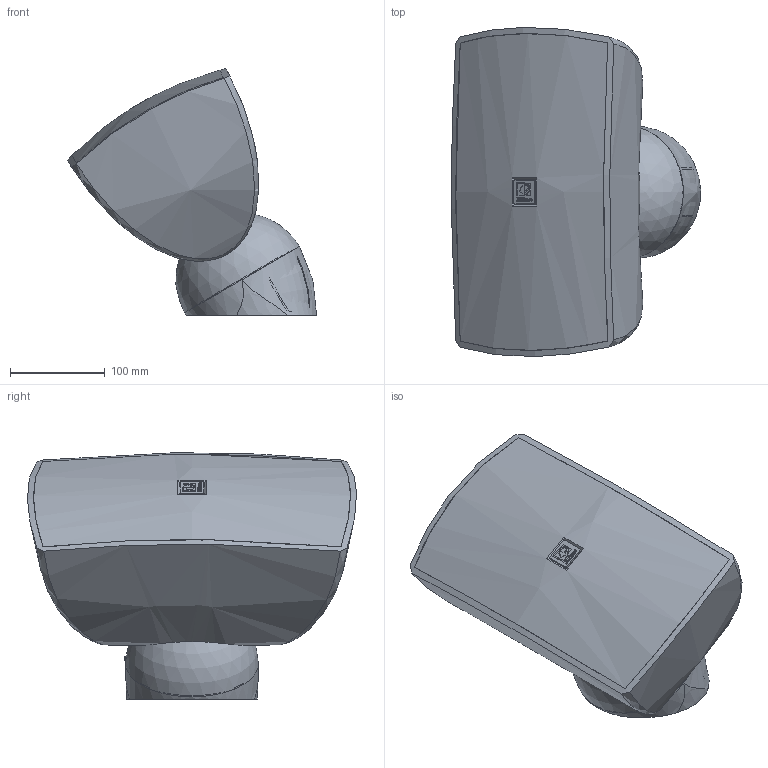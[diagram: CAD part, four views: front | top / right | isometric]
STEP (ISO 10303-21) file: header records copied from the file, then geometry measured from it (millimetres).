
FILE_DESCRIPTION(/* description */ (''),/* implementation_level */ '2;1');
FILE_NAME(/* name */ 'AUDAC-ATEO6-WMA60.stp',/* time_stamp */ '2021-03-23T11:40:17+01:00',/* author */ ('kamiel'),/* organization */ (''),/* preprocessor_version */ 'ST-DEVELOPER v18.1',/* originating_system */ 'Autodesk Inventor 2021',/* authorisation */ '');
FILE_SCHEMA (('AUTOMOTIVE_DESIGN { 1 0 10303 214 3 1 1 }'));
Length unit declared in the file: millimetre
Products named in the file (3): AUDAC-ATEO6-WMA60; AUDAC-ATEO6; WMA60_rev_20190417
Assembly tree (2 placements, depth 2):
  AUDAC-ATEO6-WMA60
    AUDAC-ATEO6
    WMA60_rev_20190417
Bounding box: 263.05 x 347.37 x 260.25 mm (x, y, z)
Volume: 8637408.6 mm3; surface area: 369448 mm2
Topology: 2 solids, 3 shells, 718 faces, 1894 edges, 1255 vertices
Faces by surface type: plane 417, bspline 153, cylinder 98, cone 35, torus 11, sphere 4
Full cylindrical faces by diameter (mm): 3.2 x2, 3.621 x1, 4 x1, 4.3 x16, 5.2 x4, 10 x1, 138 x1
Entity records: 30346 total; most frequent: CARTESIAN_POINT 12868, ORIENTED_EDGE 3786, DIRECTION 3100, EDGE_CURVE 1893, VERTEX_POINT 1255, LINE 1086, VECTOR 1086, AXIS2_PLACEMENT_3D 1007
